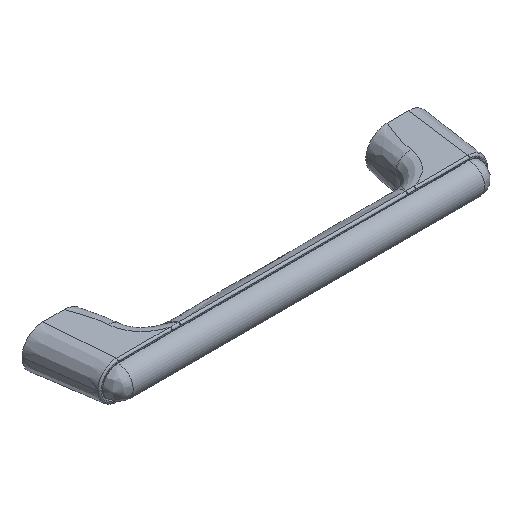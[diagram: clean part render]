
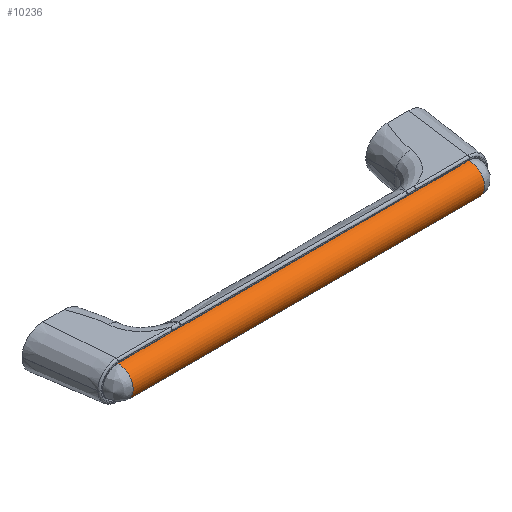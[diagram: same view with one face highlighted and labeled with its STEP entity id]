
A CAD part, isometric view. The second image highlights one B-rep face of the part: STEP entity #10236.
In plain terms, the highlighted free-form (B-spline) face has degree [1, 2] with [2, 7] control points.
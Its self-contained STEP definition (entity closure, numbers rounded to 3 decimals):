
#10038=CARTESIAN_POINT('',(-94.0,-6.928,-12.0));
#10039=VERTEX_POINT('',#10038);
#10040=CARTESIAN_POINT('',(-94.0,6.928,-12.0));
#10041=VERTEX_POINT('',#10040);
#10057=CARTESIAN_POINT('',(94.0,6.928,-12.0));
#10058=VERTEX_POINT('',#10057);
#10059=CARTESIAN_POINT('',(-94.0,6.928,-12.0));
#10060=CARTESIAN_POINT('',(94.0,6.928,-12.0));
#10061=QUASI_UNIFORM_CURVE('',1,(#10059,#10060),.UNSPECIFIED.,.F.,.U.);
#10062=EDGE_CURVE('',#10041,#10058,#10061,.T.);
#10064=CARTESIAN_POINT('',(94.0,-6.928,-12.0));
#10065=VERTEX_POINT('',#10064);
#10081=CARTESIAN_POINT('',(94.0,-6.928,-12.0));
#10082=CARTESIAN_POINT('',(-94.0,-6.928,-12.0));
#10083=QUASI_UNIFORM_CURVE('',1,(#10081,#10082),.UNSPECIFIED.,.F.,.U.);
#10084=EDGE_CURVE('',#10065,#10039,#10083,.T.);
#10172=CARTESIAN_POINT('',(94.0,-6.928,-12.0));
#10173=CARTESIAN_POINT('',(94.,-10.285,-6.187));
#10174=CARTESIAN_POINT('',(94.0,-5.142,-1.872));
#10175=CARTESIAN_POINT('',(94.,0.,2.443));
#10176=CARTESIAN_POINT('',(94.0,5.142,-1.872));
#10177=CARTESIAN_POINT('',(94.,10.285,-6.187));
#10178=CARTESIAN_POINT('',(94.0,6.928,-12.0));
#10186=(BOUNDED_CURVE()B_SPLINE_CURVE(2,(#10172,#10173,#10174,#10175,#10176,#10177,#10178),.UNSPECIFIED.,.F.,.U.)B_SPLINE_CURVE_WITH_KNOTS((3,2,2,3),(0.0,0.333,0.667,1.0),.UNSPECIFIED.)CURVE()GEOMETRIC_REPRESENTATION_ITEM()RATIONAL_B_SPLINE_CURVE((1.0,0.766,1.0,0.766,1.0,0.766,1.0))REPRESENTATION_ITEM(''));
#10187=EDGE_CURVE('',#10065,#10058,#10186,.T.);
#10192=CARTESIAN_POINT('',(98.7,6.821,-12.18));
#10193=CARTESIAN_POINT('',(-98.817,6.821,-12.18));
#10194=CARTESIAN_POINT('',(98.7,10.455,-6.25));
#10195=CARTESIAN_POINT('',(-98.817,10.455,-6.25));
#10196=CARTESIAN_POINT('',(98.7,5.089,-1.827));
#10197=CARTESIAN_POINT('',(-98.817,5.089,-1.827));
#10198=CARTESIAN_POINT('',(98.7,-0.277,2.596));
#10199=CARTESIAN_POINT('',(-98.817,-0.277,2.596));
#10200=CARTESIAN_POINT('',(98.7,-5.405,-2.102));
#10201=CARTESIAN_POINT('',(-98.817,-5.405,-2.102));
#10202=CARTESIAN_POINT('',(98.7,-10.532,-6.8));
#10203=CARTESIAN_POINT('',(-98.817,-10.532,-6.8));
#10204=CARTESIAN_POINT('',(98.7,-6.593,-12.531));
#10205=CARTESIAN_POINT('',(-98.817,-6.593,-12.531));
#10213=(BOUNDED_SURFACE()B_SPLINE_SURFACE(1,2,((#10192,#10194,#10196,#10198,#10200,#10202,#10204),(#10193,#10195,#10197,#10199,#10201,#10203,#10205)),.UNSPECIFIED.,.F.,.F.,.U.)B_SPLINE_SURFACE_WITH_KNOTS((2,2),(3,2,2,3),(0.0,197.518),(0.0,11.964,23.929,35.893),.UNSPECIFIED.)GEOMETRIC_REPRESENTATION_ITEM()RATIONAL_B_SPLINE_SURFACE(((1.0,0.755,1.0,0.755,1.0,0.755,1.0),(1.0,0.755,1.0,0.755,1.0,0.755,1.0)))REPRESENTATION_ITEM('')SURFACE());
#10214=ORIENTED_EDGE('',*,*,#10084,.F.);
#10215=ORIENTED_EDGE('',*,*,#10187,.T.);
#10216=ORIENTED_EDGE('',*,*,#10062,.F.);
#10217=CARTESIAN_POINT('',(-94.0,-6.928,-12.));
#10218=CARTESIAN_POINT('',(-94.0,-10.285,-6.187));
#10219=CARTESIAN_POINT('',(-94.0,-5.142,-1.872));
#10220=CARTESIAN_POINT('',(-94.0,0.,2.443));
#10221=CARTESIAN_POINT('',(-94.0,5.142,-1.872));
#10222=CARTESIAN_POINT('',(-94.0,10.285,-6.187));
#10223=CARTESIAN_POINT('',(-94.0,6.928,-12.));
#10231=(BOUNDED_CURVE()B_SPLINE_CURVE(2,(#10217,#10218,#10219,#10220,#10221,#10222,#10223),.UNSPECIFIED.,.F.,.U.)B_SPLINE_CURVE_WITH_KNOTS((3,2,2,3),(0.0,0.333,0.667,1.0),.UNSPECIFIED.)CURVE()GEOMETRIC_REPRESENTATION_ITEM()RATIONAL_B_SPLINE_CURVE((1.0,0.766,1.0,0.766,1.0,0.766,1.0))REPRESENTATION_ITEM(''));
#10232=EDGE_CURVE('',#10039,#10041,#10231,.T.);
#10233=ORIENTED_EDGE('',*,*,#10232,.F.);
#10234=EDGE_LOOP('',(#10214,#10215,#10216,#10233));
#10235=FACE_OUTER_BOUND('',#10234,.T.);
#10236=ADVANCED_FACE('',(#10235),#10213,.T.);
